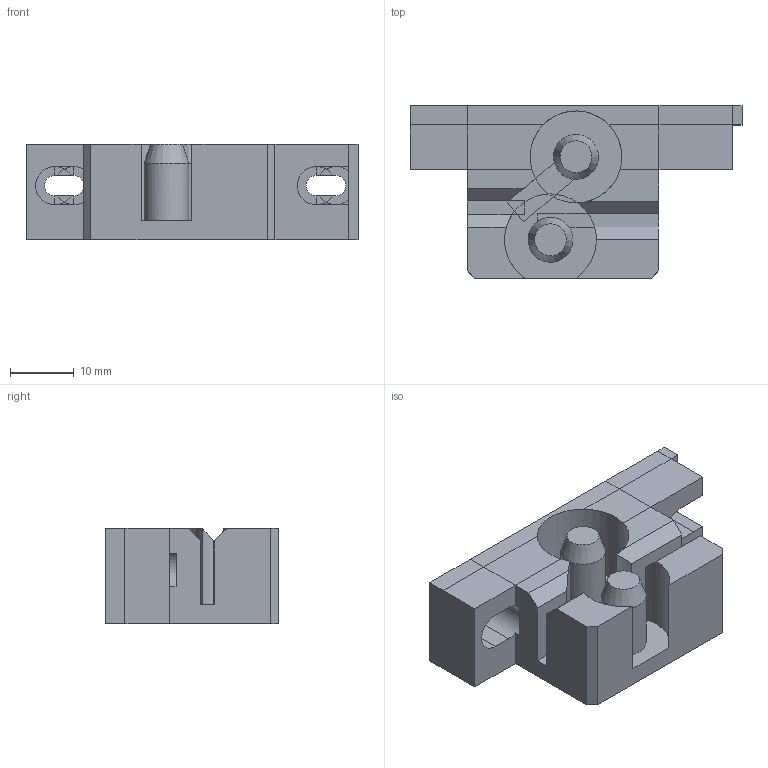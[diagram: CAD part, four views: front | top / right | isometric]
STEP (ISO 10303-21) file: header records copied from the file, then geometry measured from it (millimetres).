
FILE_DESCRIPTION(/* description */ (''),/* implementation_level */ '2;1');
FILE_NAME(/* name */ 'y belt holder.step',/* time_stamp */ '2018-08-17T11:21:52+02:00',/* author */ ('boelle'),/* organization */ (''),/* preprocessor_version */ 'ST-DEVELOPER v17',/* originating_system */ 'Autodesk Translation Framework v7.1.0.215',/* authorisation */ '');
FILE_SCHEMA (('AUTOMOTIVE_DESIGN { 1 0 10303 214 3 1 1 }'));
Length unit declared in the file: millimetre
Products named in the file (1): y belt holder
Bounding box: 52 x 27 x 15 mm (x, y, z)
Volume: 10922.6 mm3; surface area: 7579.9 mm2
Topology: 1 solids, 15 shells, 215 faces, 484 edges, 296 vertices
Faces by surface type: plane 200, cylinder 13, cone 2
Full cylindrical faces by diameter (mm): 7 x2
Entity records: 5852 total; most frequent: CARTESIAN_POINT 996, DIRECTION 990, ORIENTED_EDGE 968, EDGE_CURVE 484, LINE 410, VECTOR 410, VERTEX_POINT 296, AXIS2_PLACEMENT_3D 290
